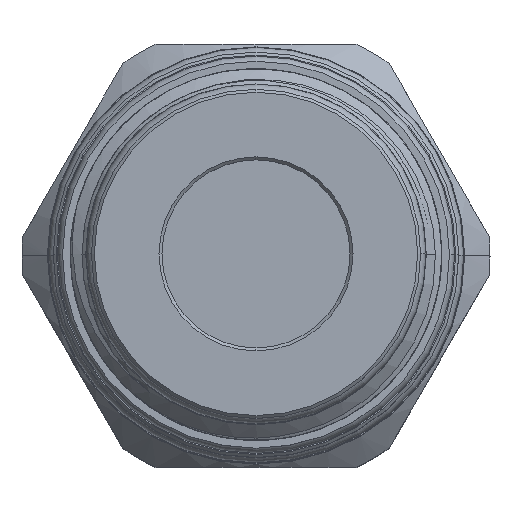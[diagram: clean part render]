
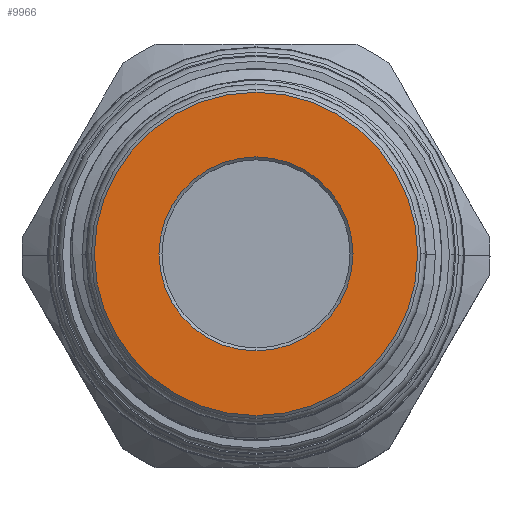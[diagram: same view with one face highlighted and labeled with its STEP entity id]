
A CAD part, top view. The second image highlights one B-rep face of the part: STEP entity #9966.
In plain terms, the highlighted planar face has unit normal (0, 0, 1).
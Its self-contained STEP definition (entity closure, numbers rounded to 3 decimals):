
#837 = CIRCLE ( 'NONE', #18632, 6.55 ) ;
#999 = DIRECTION ( 'NONE',  ( 0., 0., -1. ) ) ;
#1220 = VERTEX_POINT ( 'NONE', #11492 ) ;
#2092 = AXIS2_PLACEMENT_3D ( 'NONE', #5098, #9417, #18361 ) ;
#2478 = AXIS2_PLACEMENT_3D ( 'NONE', #10058, #999, #13196 ) ;
#2856 = CIRCLE ( 'NONE', #15879, 10.915 ) ;
#3166 = PLANE ( 'NONE',  #7161 ) ;
#3380 = CARTESIAN_POINT ( 'NONE',  ( 0., 0., 19.06 ) ) ;
#3441 = DIRECTION ( 'NONE',  ( 0., 0., -1. ) ) ;
#3693 = FACE_OUTER_BOUND ( 'NONE', #8133, .T. ) ;
#4051 = VERTEX_POINT ( 'NONE', #7386 ) ;
#4082 = VERTEX_POINT ( 'NONE', #11865 ) ;
#4364 = CIRCLE ( 'NONE', #2092, 10.915 ) ;
#4674 = DIRECTION ( 'NONE',  ( 0., 0., 1. ) ) ;
#5098 = CARTESIAN_POINT ( 'NONE',  ( 0., 0., 19.06 ) ) ;
#6842 = ORIENTED_EDGE ( 'NONE', *, *, #9705, .T. ) ;
#7053 = DIRECTION ( 'NONE',  ( 0., 0., -1. ) ) ;
#7161 = AXIS2_PLACEMENT_3D ( 'NONE', #13724, #4674, #15243 ) ;
#7386 = CARTESIAN_POINT ( 'NONE',  ( 0., -6.55, 19.06 ) ) ;
#7543 = EDGE_CURVE ( 'NONE', #1220, #4082, #4364, .T. ) ;
#7608 = EDGE_CURVE ( 'NONE', #18937, #4051, #837, .T. ) ;
#8133 = EDGE_LOOP ( 'NONE', ( #8471, #13430 ) ) ;
#8261 = CARTESIAN_POINT ( 'NONE',  ( 0., 6.55, 19.06 ) ) ;
#8471 = ORIENTED_EDGE ( 'NONE', *, *, #18536, .F. ) ;
#9417 = DIRECTION ( 'NONE',  ( 0., 0., -1. ) ) ;
#9705 = EDGE_CURVE ( 'NONE', #4051, #18937, #11292, .T. ) ;
#9918 = ORIENTED_EDGE ( 'NONE', *, *, #7608, .T. ) ;
#9966 = ADVANCED_FACE ( 'NONE', ( #12665, #3693 ), #3166, .T. ) ;
#10058 = CARTESIAN_POINT ( 'NONE',  ( 0., 0., 19.06 ) ) ;
#11292 = CIRCLE ( 'NONE', #2478, 6.55 ) ;
#11492 = CARTESIAN_POINT ( 'NONE',  ( 0., 10.915, 19.06 ) ) ;
#11625 = CARTESIAN_POINT ( 'NONE',  ( 0., 0., 19.06 ) ) ;
#11865 = CARTESIAN_POINT ( 'NONE',  ( 0., -10.915, 19.06 ) ) ;
#12665 = FACE_BOUND ( 'NONE', #14813, .T. ) ;
#13196 = DIRECTION ( 'NONE',  ( 0., -1., 0. ) ) ;
#13430 = ORIENTED_EDGE ( 'NONE', *, *, #7543, .F. ) ;
#13724 = CARTESIAN_POINT ( 'NONE',  ( 0., 0., 19.06 ) ) ;
#14813 = EDGE_LOOP ( 'NONE', ( #9918, #6842 ) ) ;
#15243 = DIRECTION ( 'NONE',  ( 0., 1., 0. ) ) ;
#15879 = AXIS2_PLACEMENT_3D ( 'NONE', #11625, #7053, #17557 ) ;
#17063 = DIRECTION ( 'NONE',  ( 0., -1., 0. ) ) ;
#17557 = DIRECTION ( 'NONE',  ( 0., -1., 0. ) ) ;
#18361 = DIRECTION ( 'NONE',  ( 0., -1., 0. ) ) ;
#18536 = EDGE_CURVE ( 'NONE', #4082, #1220, #2856, .T. ) ;
#18632 = AXIS2_PLACEMENT_3D ( 'NONE', #3380, #3441, #17063 ) ;
#18937 = VERTEX_POINT ( 'NONE', #8261 ) ;
